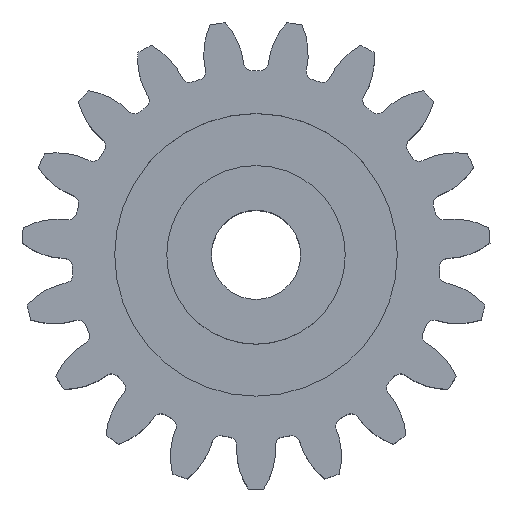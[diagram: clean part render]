
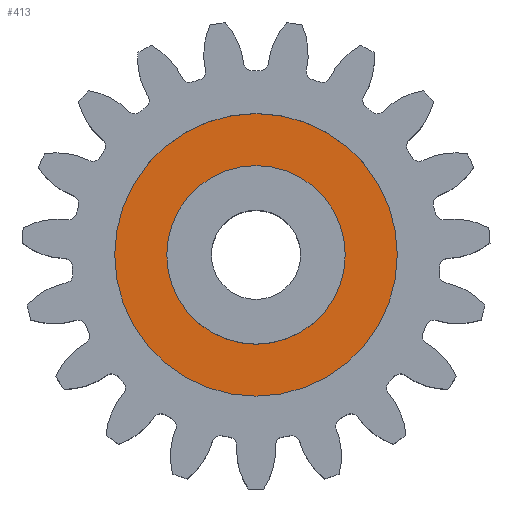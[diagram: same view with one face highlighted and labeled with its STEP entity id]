
A CAD part, top view. The second image highlights one B-rep face of the part: STEP entity #413.
In plain terms, the highlighted planar face has unit normal (0, 0, 1).
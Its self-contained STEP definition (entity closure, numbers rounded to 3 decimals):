
#148 = VERTEX_POINT ( 'NONE', #1859 ) ;
#152 = EDGE_CURVE ( 'NONE', #168, #148, #1858, .T. ) ;
#158 = VERTEX_POINT ( 'NONE', #1894 ) ;
#159 = EDGE_CURVE ( 'NONE', #158, #174, #1898, .T. ) ;
#168 = VERTEX_POINT ( 'NONE', #2168 ) ;
#174 = VERTEX_POINT ( 'NONE', #2162 ) ;
#220 = EDGE_CURVE ( 'NONE', #174, #158, #2011, .T. ) ;
#221 = EDGE_LOOP ( 'NONE', ( #231, #415 ) ) ;
#227 = EDGE_CURVE ( 'NONE', #148, #168, #2006, .T. ) ;
#231 = ORIENTED_EDGE ( 'NONE', *, *, #159, .T. ) ;
#413 = ADVANCED_FACE ( 'NONE', ( #4389, #4172 ), #4177, .F. ) ;
#415 = ORIENTED_EDGE ( 'NONE', *, *, #220, .T. ) ;
#416 = EDGE_LOOP ( 'NONE', ( #417, #419 ) ) ;
#417 = ORIENTED_EDGE ( 'NONE', *, *, #227, .F. ) ;
#419 = ORIENTED_EDGE ( 'NONE', *, *, #152, .F. ) ;
#1858 = CIRCLE ( 'NONE', #1902, 19. ) ;
#1859 = CARTESIAN_POINT ( 'NONE',  ( -19., 0., 13.5 ) ) ;
#1888 = DIRECTION ( 'NONE',  ( -1., 0., 0. ) ) ;
#1889 = DIRECTION ( 'NONE',  ( 0., 0., -1. ) ) ;
#1890 = CARTESIAN_POINT ( 'NONE',  ( 0., 0., 13.5 ) ) ;
#1894 = CARTESIAN_POINT ( 'NONE',  ( -12., 0., 13.5 ) ) ;
#1895 = AXIS2_PLACEMENT_3D ( 'NONE', #1890, #1889, #1888 ) ;
#1898 = CIRCLE ( 'NONE', #1895, 12. ) ;
#1899 = DIRECTION ( 'NONE',  ( -1., 0., 0. ) ) ;
#1900 = DIRECTION ( 'NONE',  ( 0., 0., -1. ) ) ;
#1901 = CARTESIAN_POINT ( 'NONE',  ( 0., 0., 13.5 ) ) ;
#1902 = AXIS2_PLACEMENT_3D ( 'NONE', #1901, #1900, #1899 ) ;
#2006 = CIRCLE ( 'NONE', #2017, 19. ) ;
#2008 = DIRECTION ( 'NONE',  ( -1., 0., 0. ) ) ;
#2009 = DIRECTION ( 'NONE',  ( 0., 0., -1. ) ) ;
#2010 = AXIS2_PLACEMENT_3D ( 'NONE', #2020, #2009, #2008 ) ;
#2011 = CIRCLE ( 'NONE', #2010, 12. ) ;
#2017 = AXIS2_PLACEMENT_3D ( 'NONE', #2065, #2064, #2063 ) ;
#2020 = CARTESIAN_POINT ( 'NONE',  ( 0., 0., 13.5 ) ) ;
#2063 = DIRECTION ( 'NONE',  ( -1., 0., 0. ) ) ;
#2064 = DIRECTION ( 'NONE',  ( 0., 0., -1. ) ) ;
#2065 = CARTESIAN_POINT ( 'NONE',  ( 0., 0., 13.5 ) ) ;
#2162 = CARTESIAN_POINT ( 'NONE',  ( 12., 0., 13.5 ) ) ;
#2168 = CARTESIAN_POINT ( 'NONE',  ( 19., 0., 13.5 ) ) ;
#4167 = DIRECTION ( 'NONE',  ( -1., 0., 0. ) ) ;
#4168 = DIRECTION ( 'NONE',  ( 0., 0., -1. ) ) ;
#4172 = FACE_OUTER_BOUND ( 'NONE', #416, .T. ) ;
#4177 = PLANE ( 'NONE',  #4187 ) ;
#4183 = CARTESIAN_POINT ( 'NONE',  ( 0., 0., 13.5 ) ) ;
#4187 = AXIS2_PLACEMENT_3D ( 'NONE', #4183, #4168, #4167 ) ;
#4389 = FACE_BOUND ( 'NONE', #221, .T. ) ;
